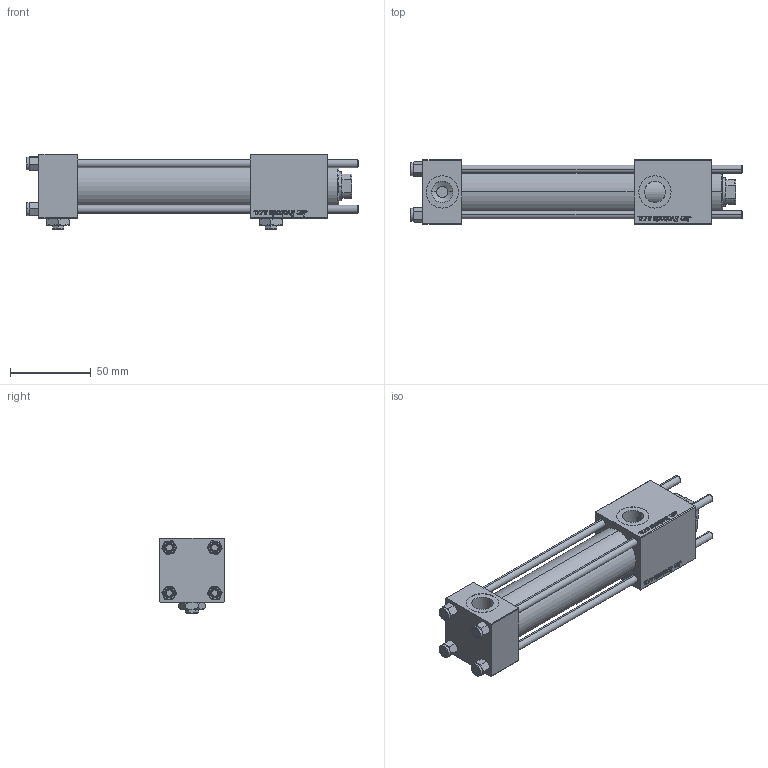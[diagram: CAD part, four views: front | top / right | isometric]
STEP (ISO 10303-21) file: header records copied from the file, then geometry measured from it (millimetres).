
FILE_DESCRIPTION (( 'STEP AP203' ), '1' );
FILE_NAME ('2319.STEP', '2022-04-16T08:54:56', ( '' ), ( '' ), 'SwSTEP 2.0', 'SolidWorks 2019', '' );
FILE_SCHEMA (( 'CONFIG_CONTROL_DESIGN' ));
Length unit declared in the file: millimetre
Products named in the file (7): Zatka_pro_OIL_PORT 01e3f9f950dff8dba58568726b1bfdae; V215CR_VCP_B 01e3f9f950dff8dba58568726b1bfdae; NUT_M5_B 01e3f9f950dff8dba58568726b1bfdae; V215CR_B-1 01e3f9f950dff8dba58568726b1bfdae; 2319; V215_VC_A 01e3f9f950dff8dba58568726b1bfdae; V215CR_B_TYCINKA 01e3f9f950dff8dba58568726b1bfdae
Assembly tree (13 placements, depth 2):
  2319
    V215CR_B-1 01e3f9f950dff8dba58568726b1bfdae
    V215CR_VCP_B 01e3f9f950dff8dba58568726b1bfdae
    NUT_M5_B 01e3f9f950dff8dba58568726b1bfdae  x4
    V215CR_B_TYCINKA 01e3f9f950dff8dba58568726b1bfdae  x4
    V215_VC_A 01e3f9f950dff8dba58568726b1bfdae
    Zatka_pro_OIL_PORT 01e3f9f950dff8dba58568726b1bfdae  x2
Bounding box: 206 x 40 x 47 mm (x, y, z)
Volume: 186783.8 mm3; surface area: 80569 mm2
Topology: 13 solids, 13 shells, 1259 faces, 3172 edges, 2045 vertices
Faces by surface type: bspline 504, plane 477, cone 178, cylinder 92, torus 8
Entity records: 58877 total; most frequent: CARTESIAN_POINT 34685, ORIENTED_EDGE 5644, DIRECTION 3170, EDGE_CURVE 2822, VERTEX_POINT 1843, VECTOR 1494, LINE 1494, EDGE_LOOP 1225
